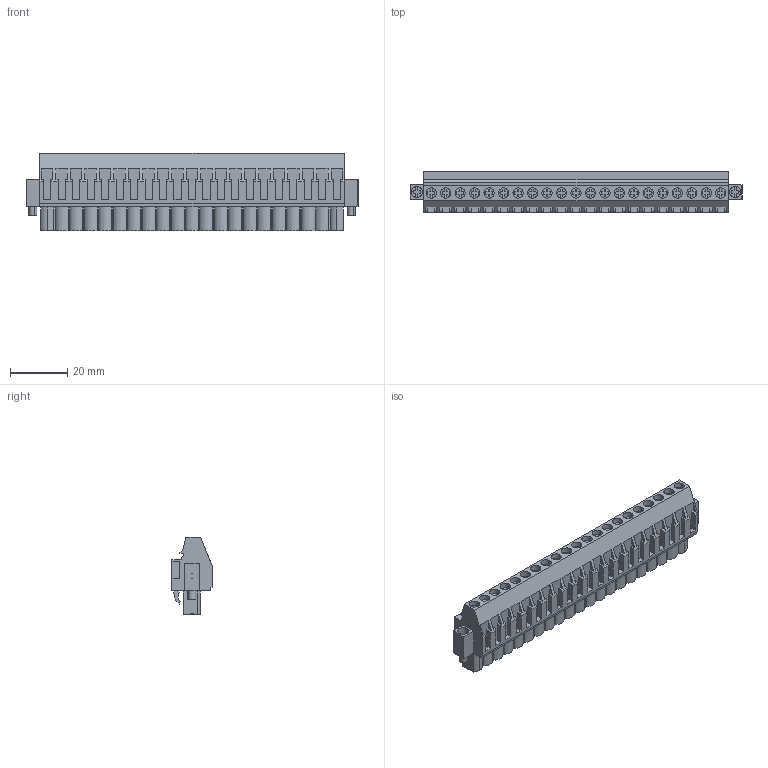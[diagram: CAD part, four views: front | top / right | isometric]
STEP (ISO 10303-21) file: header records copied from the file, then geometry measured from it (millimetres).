
FILE_DESCRIPTION(('CATIA V5 STEP','CAx-IF Rec.Pracs.--- Model Styling and Organization---1.2---2011-12-15'),'2;1');
FILE_NAME ('7246774_2_1949990000_1949990000.stp','2017-09-09T10:58:32+00:00',('none'),('Weidmueller'),'CATIA Version 5-6 Release 2014','CATIA V5 STEP AP214','none');
FILE_SCHEMA(('AUTOMOTIVE_DESIGN { 1 0 10303 214 1 1 1 1 }'));
Length unit declared in the file: millimetre
Products named in the file (1): 1949990000
Bounding box: 116.48 x 14.1 x 27.2 mm (x, y, z)
Volume: 24706.1 mm3; surface area: 14551.6 mm2
Topology: 24 solids, 24 shells, 1417 faces, 3910 edges, 2634 vertices
Faces by surface type: plane 1206, cylinder 207, extrusion 4
Entity records: 42405 total; most frequent: CARTESIAN_POINT 8186, ORIENTED_EDGE 7820, DIRECTION 5696, EDGE_CURVE 3910, VECTOR 3400, LINE 3396, VERTEX_POINT 2634, EDGE_LOOP 1514
